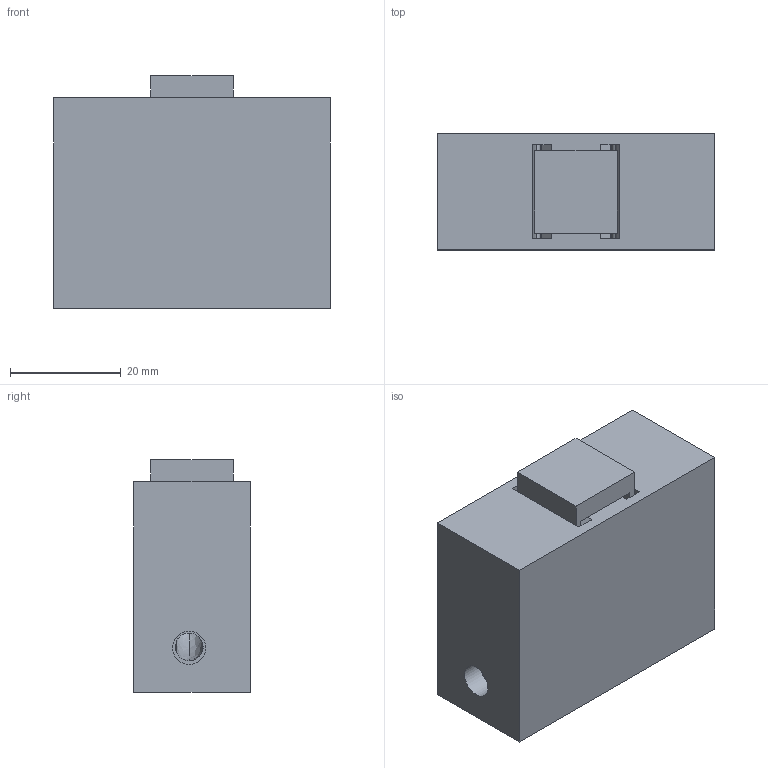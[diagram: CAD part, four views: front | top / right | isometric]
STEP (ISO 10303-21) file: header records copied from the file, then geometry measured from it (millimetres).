
FILE_DESCRIPTION(/* description */ (''),/* implementation_level */ '2;1');
FILE_NAME(/* name */ 'Input-Button.step',/* time_stamp */ '2022-04-06T16:11:09+01:00',/* author */ (''),/* organization */ (''),/* preprocessor_version */ 'ST-DEVELOPER v18.1',/* originating_system */ 'Autodesk Translation Framework v10.13.0.1454',/* authorisation */ '');
FILE_SCHEMA (('AUTOMOTIVE_DESIGN { 1 0 10303 214 3 1 1 }'));
Length unit declared in the file: millimetre
Products named in the file (1): Push Button_for tube
Bounding box: 50 x 21 x 42 mm (x, y, z)
Volume: 38503.5 mm3; surface area: 10917.6 mm2
Topology: 2 solids, 2 shells, 75 faces, 199 edges, 132 vertices
Faces by surface type: plane 47, bspline 22, cylinder 6
Full cylindrical faces by diameter (mm): 6 x2
Entity records: 3646 total; most frequent: CARTESIAN_POINT 1888, ORIENTED_EDGE 398, DIRECTION 270, EDGE_CURVE 199, LINE 138, VECTOR 138, VERTEX_POINT 132, EDGE_LOOP 83
